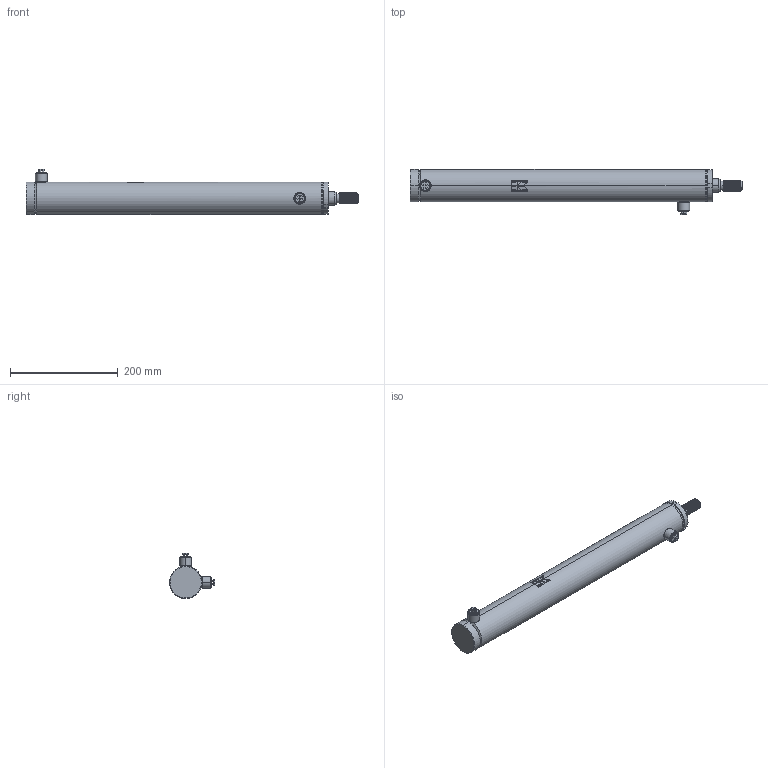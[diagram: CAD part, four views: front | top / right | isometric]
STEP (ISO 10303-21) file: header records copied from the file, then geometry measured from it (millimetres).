
FILE_DESCRIPTION (( 'STEP AP214' ), '1' );
FILE_NAME ('CFGCY0073017-Cylinder.step', '2025-05-19T12:07:15', ( 'Kramp IT' ), ( 'Kramp' ), 'SwSTEP 2.0', 'SolidWorks 2021', '' );
FILE_SCHEMA (( 'AUTOMOTIVE_DESIGN' ));
Length unit declared in the file: millimetre
Products named in the file (18): CFGCY0073017-Cylinder; Rod-WA_Simplified; SP04M; LSN04E; Rod_Simplified; DS2905013025_Simplified; DS2905015; DS3905001A; MATE-AID; SPACER_SPACER; Tube-MA_Simplified; DS2905004_Simplified; Tube_Simplified; DS2905013025VM_Simplified; ATT-NONE; Tube-WA_Simplified; DS2905004VM_Simplified
Assembly tree (17 placements, depth 4):
  CFGCY0073017-Cylinder
    Tube-WA_Simplified
      Tube-MA_Simplified
        Tube_Simplified
        LSN04E
      LSN04E
      DS3905001A
        DS3905001A
    Rod-WA_Simplified
      Rod_Simplified
    DS2905013025VM_Simplified
      DS2905013025_Simplified
    DS2905004VM_Simplified
      DS2905004_Simplified
    DS2905015
    SPACER_SPACER
    SP04M  x2
  MATE-AID
  ATT-NONE
Bounding box: 616 x 83.5 x 83.5 mm (x, y, z)
Volume: 1001778 mm3; surface area: 301058.4 mm2
Topology: 11 solids, 11 shells, 385 faces, 876 edges, 550 vertices
Faces by surface type: cylinder 144, plane 134, cone 73, torus 28, bspline 6
Entity records: 12448 total; most frequent: CARTESIAN_POINT 3947, DIRECTION 1528, ORIENTED_EDGE 1368, EDGE_CURVE 684, AXIS2_PLACEMENT_3D 610, VERTEX_POINT 428, EDGE_LOOP 346, LINE 308
